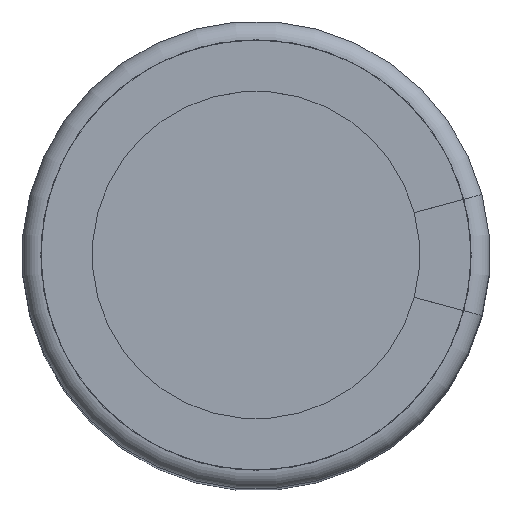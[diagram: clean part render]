
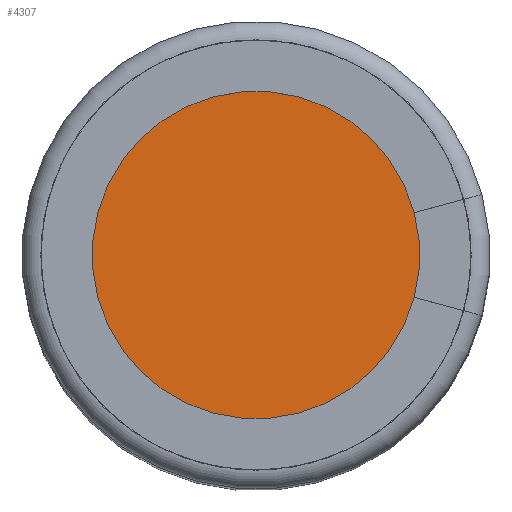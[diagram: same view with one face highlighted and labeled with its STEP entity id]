
A CAD part, top view. The second image highlights one B-rep face of the part: STEP entity #4307.
In plain terms, the highlighted planar face has unit normal (0, 0, 1).
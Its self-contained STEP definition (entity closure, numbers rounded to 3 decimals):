
#4307 = ADVANCED_FACE('',(#4308),#4321,.T.);
#4308 = FACE_BOUND('',#4309,.F.);
#4309 = EDGE_LOOP('',(#4310));
#4310 = ORIENTED_EDGE('',*,*,#4311,.F.);
#4311 = EDGE_CURVE('',#4312,#4312,#4314,.T.);
#4312 = VERTEX_POINT('',#4313);
#4313 = CARTESIAN_POINT('',(4.6,0.,24.9));
#4314 = SURFACE_CURVE('',#4315,(#4320,#4332),.PCURVE_S1.);
#4315 = CIRCLE('',#4316,4.6);
#4316 = AXIS2_PLACEMENT_3D('',#4317,#4318,#4319);
#4317 = CARTESIAN_POINT('',(0.,0.,24.9));
#4318 = DIRECTION('',(0.,-0.,1.));
#4319 = DIRECTION('',(1.,0.,0.));
#4320 = PCURVE('',#4321,#4326);
#4321 = PLANE('',#4322);
#4322 = AXIS2_PLACEMENT_3D('',#4323,#4324,#4325);
#4323 = CARTESIAN_POINT('',(0.,0.,24.9));
#4324 = DIRECTION('',(0.,0.,1.));
#4325 = DIRECTION('',(1.,0.,0.));
#4326 = DEFINITIONAL_REPRESENTATION('',(#4327),#4331);
#4327 = CIRCLE('',#4328,4.6);
#4328 = AXIS2_PLACEMENT_2D('',#4329,#4330);
#4329 = CARTESIAN_POINT('',(0.,0.));
#4330 = DIRECTION('',(1.,-0.));
#4331 = ( GEOMETRIC_REPRESENTATION_CONTEXT(2) 
PARAMETRIC_REPRESENTATION_CONTEXT() REPRESENTATION_CONTEXT('2D SPACE',''
  ) );
#4332 = PCURVE('',#4333,#4338);
#4333 = TOROIDAL_SURFACE('',#4334,4.6,0.3);
#4334 = AXIS2_PLACEMENT_3D('',#4335,#4336,#4337);
#4335 = CARTESIAN_POINT('',(0.,0.,24.6));
#4336 = DIRECTION('',(0.,0.,1.));
#4337 = DIRECTION('',(1.,0.,0.));
#4338 = DEFINITIONAL_REPRESENTATION('',(#4339),#4343);
#4339 = LINE('',#4340,#4341);
#4340 = CARTESIAN_POINT('',(0.,1.571));
#4341 = VECTOR('',#4342,1.);
#4342 = DIRECTION('',(1.,0.));
#4343 = ( GEOMETRIC_REPRESENTATION_CONTEXT(2) 
PARAMETRIC_REPRESENTATION_CONTEXT() REPRESENTATION_CONTEXT('2D SPACE',''
  ) );
